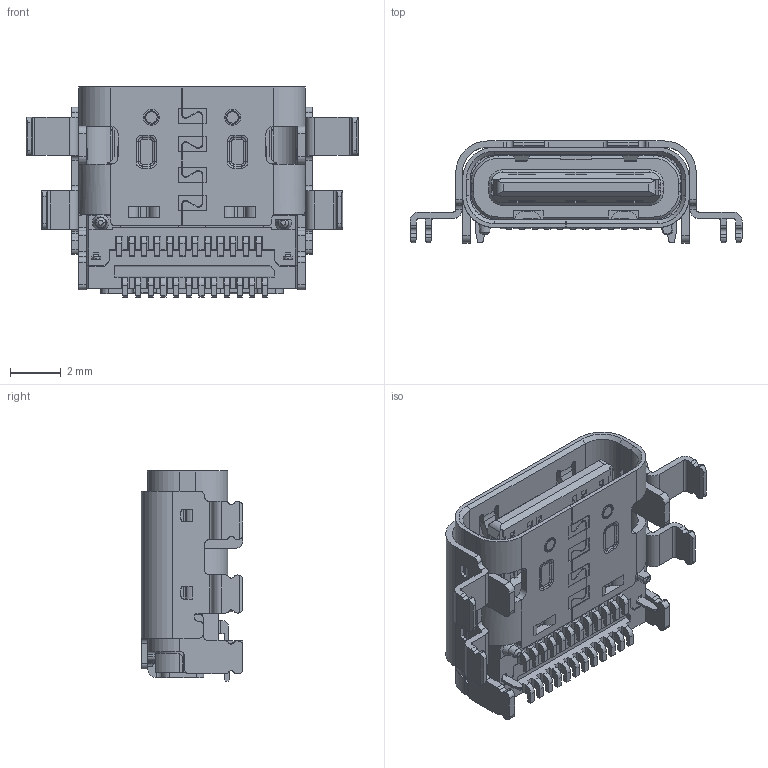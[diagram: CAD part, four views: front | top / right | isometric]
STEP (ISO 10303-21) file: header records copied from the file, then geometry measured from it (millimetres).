
FILE_DESCRIPTION((''),'2;1');
FILE_NAME('11','2020-10-30T',('t00317'),(''),'PRO/ENGINEER BY PARAMETRIC TECHNOLOGY CORPORATION, 2013050','PRO/ENGINEER BY PARAMETRIC TECHNOLOGY CORPORATION, 2013050','');
FILE_SCHEMA(('CONFIG_CONTROL_DESIGN','GEOMETRIC_VALIDATION_PROPERTIES_MIM'));
Length unit declared in the file: millimetre
Products named in the file (1): 11
Bounding box: 13.09 x 4.01 x 8.28 mm (x, y, z)
Volume: 150.5 mm3; surface area: 750.9 mm2
Topology: 1 solids, 41 shells, 2301 faces, 6692 edges, 4630 vertices
Faces by surface type: plane 1737, cylinder 474, torus 48, cone 26, bspline 16
Entity records: 86352 total; most frequent: CARTESIAN_POINT 14124, ORIENTED_EDGE 13034, DIRECTION 12349, EDGE_CURVE 6517, VECTOR 5319, LINE 5319, VERTEX_POINT 4281, AXIS2_PLACEMENT_3D 3515
